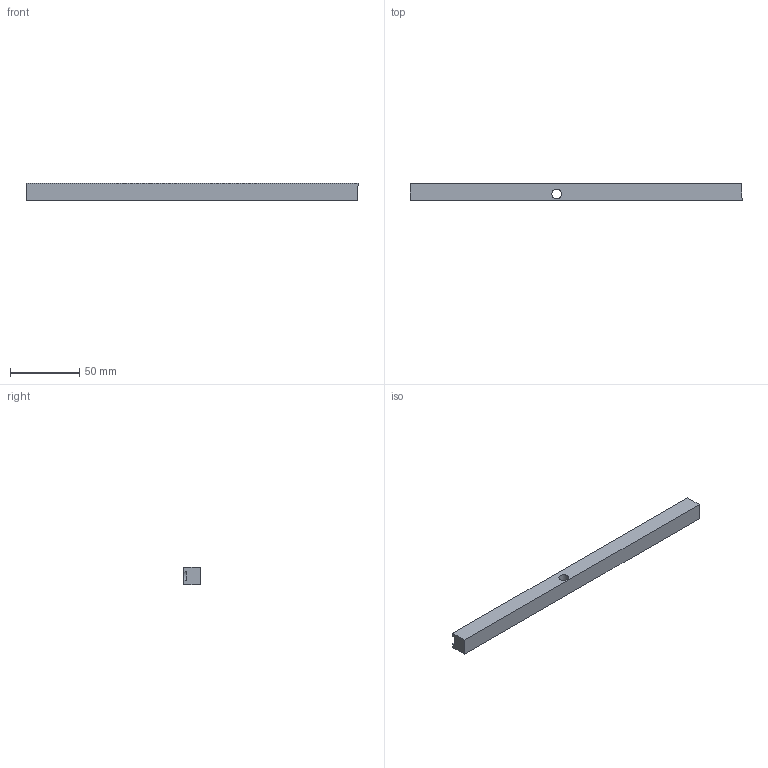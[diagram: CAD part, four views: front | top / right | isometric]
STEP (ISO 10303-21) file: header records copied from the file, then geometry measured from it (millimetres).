
FILE_DESCRIPTION(/* description */ ('','CAx-IF Rec.Pracs.---Representation and Presentation of Product Manufacturing Information (PMI)---4.0---2014-10-13'),/* implementation_level */ '2;1');
FILE_NAME(/* name */ 'Magneto Cover raise front NEOPIXEL.step',/* time_stamp */ '2025-01-01T01:21:27+01:00',/* author */ (''),/* organization */ (''),/* preprocessor_version */ 'ST-DEVELOPER v20',/* originating_system */ 'Autodesk Translation Framework v13.20.0.188',/* authorisation */ '');
FILE_SCHEMA (('AP242_MANAGED_MODEL_BASED_3D_ENGINEERING_MIM_LF { 1 0 10303 442 1 1 4 }'));
Length unit declared in the file: millimetre
Products named in the file (1): Magneto Cover raise front
Bounding box: 240 x 12 x 12.5 mm (x, y, z)
Volume: 30890.8 mm3; surface area: 13777.2 mm2
Topology: 1 solids, 1 shells, 65 faces, 187 edges, 124 vertices
Faces by surface type: plane 53, cylinder 12
Full cylindrical faces by diameter (mm): 7 x1, 10 x11
Entity records: 2189 total; most frequent: DIRECTION 386, CARTESIAN_POINT 377, ORIENTED_EDGE 374, EDGE_CURVE 187, AXIS2_PLACEMENT_3D 133, VERTEX_POINT 124, LINE 120, VECTOR 120
